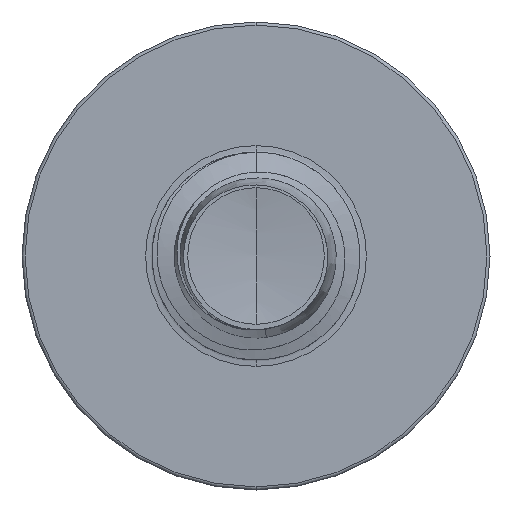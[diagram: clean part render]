
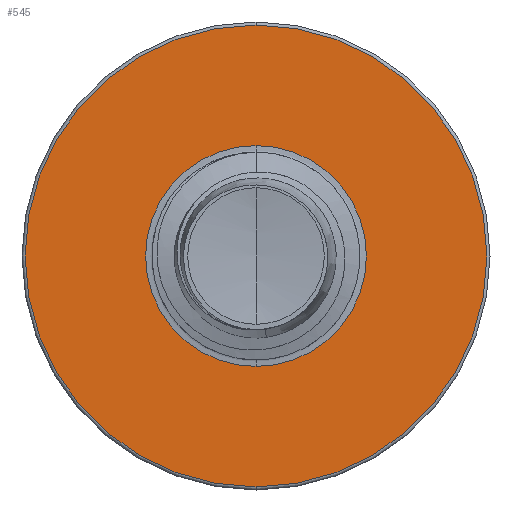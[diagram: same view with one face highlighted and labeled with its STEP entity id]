
A CAD part, front view. The second image highlights one B-rep face of the part: STEP entity #545.
In plain terms, the highlighted planar face has unit normal (0, -1, 0).
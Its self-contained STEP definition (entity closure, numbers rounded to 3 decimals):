
#156 = EDGE_CURVE ( 'NONE', #2677, #8900, #5783, .T. ) ;
#346 = EDGE_CURVE ( 'NONE', #9022, #3226, #10080, .T. ) ;
#545 = ADVANCED_FACE ( 'NONE', ( #12076, #9190 ), #4073, .F. ) ;
#889 = DIRECTION ( 'NONE',  ( 0., 0., 1. ) ) ;
#1568 = DIRECTION ( 'NONE',  ( 0., 0., 1. ) ) ;
#1585 = DIRECTION ( 'NONE',  ( 0., 1., 0. ) ) ;
#1611 = CARTESIAN_POINT ( 'NONE',  ( 0., 4.5, 0. ) ) ;
#2677 = VERTEX_POINT ( 'NONE', #8356 ) ;
#2697 = CARTESIAN_POINT ( 'NONE',  ( 0., 4.5, -6.66 ) ) ;
#3056 = EDGE_CURVE ( 'NONE', #3226, #9022, #9176, .T. ) ;
#3226 = VERTEX_POINT ( 'NONE', #9623 ) ;
#3261 = AXIS2_PLACEMENT_3D ( 'NONE', #10275, #6622, #10737 ) ;
#3996 = DIRECTION ( 'NONE',  ( 0., 0., 1. ) ) ;
#3999 = AXIS2_PLACEMENT_3D ( 'NONE', #1611, #1585, #1568 ) ;
#4014 = DIRECTION ( 'NONE',  ( 0., 1., 0. ) ) ;
#4031 = DIRECTION ( 'NONE',  ( 0., 1., 0. ) ) ;
#4073 = PLANE ( 'NONE',  #10498 ) ;
#4150 = EDGE_LOOP ( 'NONE', ( #9322, #7516 ) ) ;
#4195 = CARTESIAN_POINT ( 'NONE',  ( 0., 4.5, -3.186 ) ) ;
#4793 = CARTESIAN_POINT ( 'NONE',  ( 0., 4.5, 0. ) ) ;
#4815 = EDGE_LOOP ( 'NONE', ( #7548, #7588 ) ) ;
#5783 = CIRCLE ( 'NONE', #10012, 3.186 ) ;
#6622 = DIRECTION ( 'NONE',  ( 0., 1., 0. ) ) ;
#7021 = CARTESIAN_POINT ( 'NONE',  ( 0., 4.5, 0. ) ) ;
#7516 = ORIENTED_EDGE ( 'NONE', *, *, #346, .F. ) ;
#7548 = ORIENTED_EDGE ( 'NONE', *, *, #156, .T. ) ;
#7588 = ORIENTED_EDGE ( 'NONE', *, *, #11440, .T. ) ;
#7974 = DIRECTION ( 'NONE',  ( 0., 0., 1. ) ) ;
#8356 = CARTESIAN_POINT ( 'NONE',  ( 0., 4.5, 3.186 ) ) ;
#8900 = VERTEX_POINT ( 'NONE', #10352 ) ;
#9022 = VERTEX_POINT ( 'NONE', #2697 ) ;
#9176 = CIRCLE ( 'NONE', #3261, 6.66 ) ;
#9190 = FACE_BOUND ( 'NONE', #4815, .T. ) ;
#9255 = AXIS2_PLACEMENT_3D ( 'NONE', #7021, #11019, #7974 ) ;
#9322 = ORIENTED_EDGE ( 'NONE', *, *, #3056, .F. ) ;
#9623 = CARTESIAN_POINT ( 'NONE',  ( 0., 4.5, 6.66 ) ) ;
#10012 = AXIS2_PLACEMENT_3D ( 'NONE', #4793, #4031, #889 ) ;
#10080 = CIRCLE ( 'NONE', #3999, 6.66 ) ;
#10275 = CARTESIAN_POINT ( 'NONE',  ( 0., 4.5, 0. ) ) ;
#10352 = CARTESIAN_POINT ( 'NONE',  ( 0., 4.5, -3.186 ) ) ;
#10498 = AXIS2_PLACEMENT_3D ( 'NONE', #4195, #4014, #3996 ) ;
#10613 = CIRCLE ( 'NONE', #9255, 3.186 ) ;
#10737 = DIRECTION ( 'NONE',  ( 0., 0., 1. ) ) ;
#11019 = DIRECTION ( 'NONE',  ( 0., 1., 0. ) ) ;
#11440 = EDGE_CURVE ( 'NONE', #8900, #2677, #10613, .T. ) ;
#12076 = FACE_OUTER_BOUND ( 'NONE', #4150, .T. ) ;
